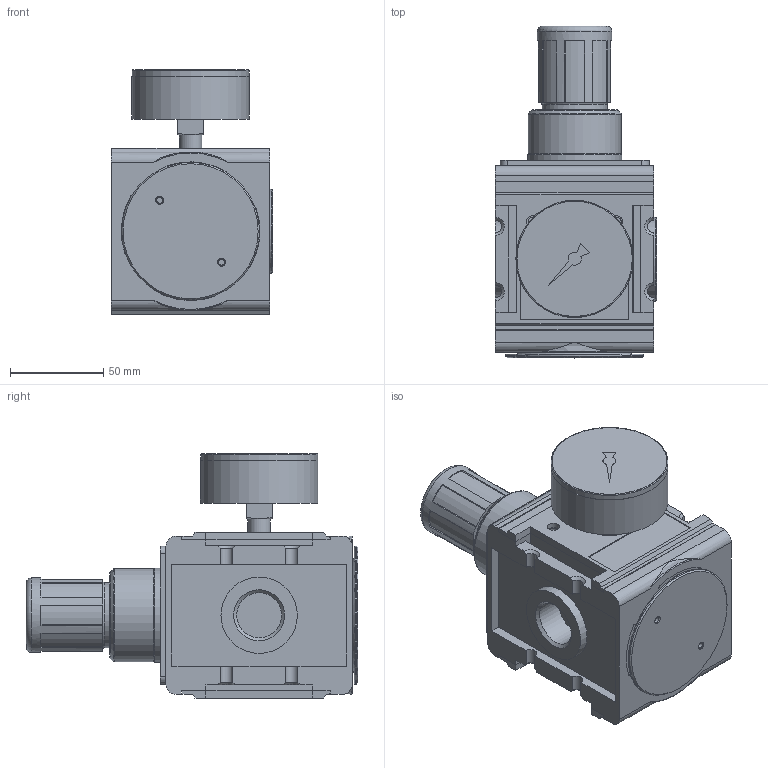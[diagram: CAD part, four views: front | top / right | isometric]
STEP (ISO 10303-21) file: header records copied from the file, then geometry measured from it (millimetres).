
FILE_DESCRIPTION( ( 'STEP AP203' ), ' ' );
FILE_NAME( '9.1744.002.stp', '2017-04-10T15:47:29', ( '' ), ( '' ), ' ', 'PARTsolutions', ' ' );
FILE_SCHEMA( ( 'CONFIG_CONTROL_DESIGN' ) );
Length unit declared in the file: millimetre
Products named in the file (3): 9.1744.002; _R.44 G9_p1; _R.44 G9_p2
Assembly tree (2 placements, depth 2):
  9.1744.002
    _R.44 G9_p1
    _R.44 G9_p2
Bounding box: 86.5 x 178.09 x 131.1 mm (x, y, z)
Volume: 882780.6 mm3; surface area: 92387.2 mm2
Topology: 2 solids, 2 shells, 326 faces, 802 edges, 519 vertices
Faces by surface type: plane 202, cylinder 92, cone 19, torus 13
Full cylindrical faces by diameter (mm): 3.2 x2, 4.917 x4, 6.5 x4, 11.445 x2, 12 x1, 19.844 x2, 20.5 x2, 24.117 x2, 36.2 x1, 40 x1, 41 x2, 45 x1, 50 x1, 50.65 x1, 51 x1, 60 x1, 61.9 x1, 62.9 x1, 63 x1, 74 x1
Entity records: 9437 total; most frequent: CARTESIAN_POINT 1677, DIRECTION 1619, ORIENTED_EDGE 1484, EDGE_CURVE 742, AXIS2_PLACEMENT_3D 560, VERTEX_POINT 514, LINE 499, VECTOR 499
